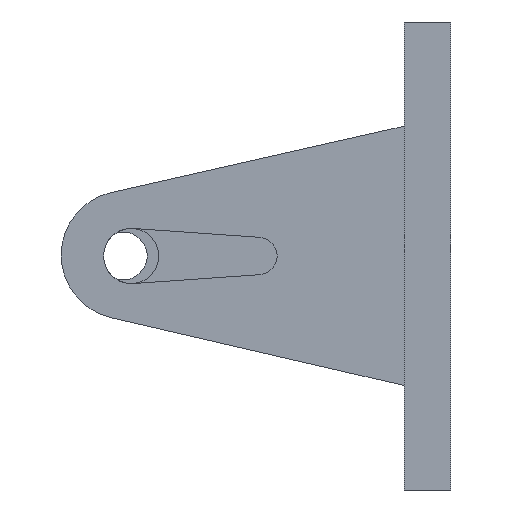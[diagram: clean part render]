
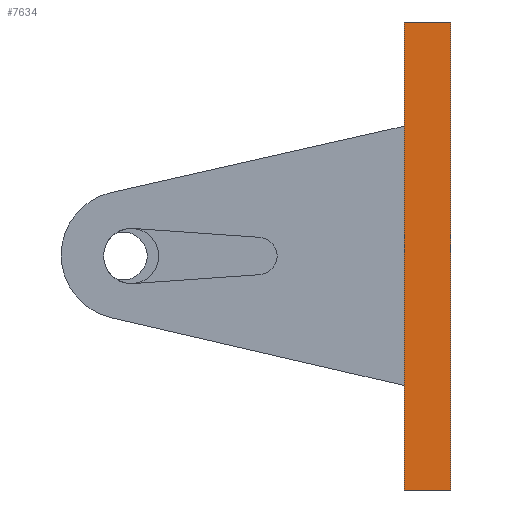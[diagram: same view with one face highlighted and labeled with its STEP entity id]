
A CAD part, front view. The second image highlights one B-rep face of the part: STEP entity #7634.
In plain terms, the highlighted planar face has unit normal (0, -1, 0).
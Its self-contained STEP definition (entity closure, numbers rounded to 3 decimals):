
#203 = PLANE('',#204);
#204 = AXIS2_PLACEMENT_3D('',#205,#206,#207);
#205 = CARTESIAN_POINT('',(38.,-25.,40.));
#206 = DIRECTION('',(-1.,0.,0.));
#207 = DIRECTION('',(0.,0.,1.));
#3097 = VERTEX_POINT('',#3098);
#3098 = CARTESIAN_POINT('',(38.,-25.,40.));
#3114 = PLANE('',#3115);
#3115 = AXIS2_PLACEMENT_3D('',#3116,#3117,#3118);
#3116 = CARTESIAN_POINT('',(43.,-25.,40.));
#3117 = DIRECTION('',(0.,0.,1.));
#3118 = DIRECTION('',(-1.,0.,0.));
#3126 = EDGE_CURVE('',#3097,#3127,#3129,.T.);
#3127 = VERTEX_POINT('',#3128);
#3128 = CARTESIAN_POINT('',(38.,-25.,90.));
#3129 = SURFACE_CURVE('',#3130,(#3134,#3141),.PCURVE_S1.);
#3130 = LINE('',#3131,#3132);
#3131 = CARTESIAN_POINT('',(38.,-25.,40.));
#3132 = VECTOR('',#3133,1.);
#3133 = DIRECTION('',(0.,0.,1.));
#3134 = PCURVE('',#203,#3135);
#3135 = DEFINITIONAL_REPRESENTATION('',(#3136),#3140);
#3136 = LINE('',#3137,#3138);
#3137 = CARTESIAN_POINT('',(0.,0.));
#3138 = VECTOR('',#3139,1.);
#3139 = DIRECTION('',(1.,0.));
#3140 = ( GEOMETRIC_REPRESENTATION_CONTEXT(2) 
PARAMETRIC_REPRESENTATION_CONTEXT() REPRESENTATION_CONTEXT('2D SPACE',''
  ) );
#3141 = PCURVE('',#3142,#3147);
#3142 = PLANE('',#3143);
#3143 = AXIS2_PLACEMENT_3D('',#3144,#3145,#3146);
#3144 = CARTESIAN_POINT('',(43.,-25.,40.));
#3145 = DIRECTION('',(0.,1.,0.));
#3146 = DIRECTION('',(-1.,0.,0.));
#3147 = DEFINITIONAL_REPRESENTATION('',(#3148),#3152);
#3148 = LINE('',#3149,#3150);
#3149 = CARTESIAN_POINT('',(5.,0.));
#3150 = VECTOR('',#3151,1.);
#3151 = DIRECTION('',(0.,1.));
#3152 = ( GEOMETRIC_REPRESENTATION_CONTEXT(2) 
PARAMETRIC_REPRESENTATION_CONTEXT() REPRESENTATION_CONTEXT('2D SPACE',''
  ) );
#3170 = PLANE('',#3171);
#3171 = AXIS2_PLACEMENT_3D('',#3172,#3173,#3174);
#3172 = CARTESIAN_POINT('',(43.,-25.,90.));
#3173 = DIRECTION('',(0.,0.,1.));
#3174 = DIRECTION('',(-1.,0.,0.));
#7513 = EDGE_CURVE('',#7514,#3097,#7516,.T.);
#7514 = VERTEX_POINT('',#7515);
#7515 = CARTESIAN_POINT('',(43.,-25.,40.));
#7516 = SURFACE_CURVE('',#7517,(#7521,#7528),.PCURVE_S1.);
#7517 = LINE('',#7518,#7519);
#7518 = CARTESIAN_POINT('',(43.,-25.,40.));
#7519 = VECTOR('',#7520,1.);
#7520 = DIRECTION('',(-1.,0.,0.));
#7521 = PCURVE('',#3114,#7522);
#7522 = DEFINITIONAL_REPRESENTATION('',(#7523),#7527);
#7523 = LINE('',#7524,#7525);
#7524 = CARTESIAN_POINT('',(0.,0.));
#7525 = VECTOR('',#7526,1.);
#7526 = DIRECTION('',(1.,0.));
#7527 = ( GEOMETRIC_REPRESENTATION_CONTEXT(2) 
PARAMETRIC_REPRESENTATION_CONTEXT() REPRESENTATION_CONTEXT('2D SPACE',''
  ) );
#7528 = PCURVE('',#3142,#7529);
#7529 = DEFINITIONAL_REPRESENTATION('',(#7530),#7534);
#7530 = LINE('',#7531,#7532);
#7531 = CARTESIAN_POINT('',(0.,0.));
#7532 = VECTOR('',#7533,1.);
#7533 = DIRECTION('',(1.,0.));
#7534 = ( GEOMETRIC_REPRESENTATION_CONTEXT(2) 
PARAMETRIC_REPRESENTATION_CONTEXT() REPRESENTATION_CONTEXT('2D SPACE',''
  ) );
#7552 = PLANE('',#7553);
#7553 = AXIS2_PLACEMENT_3D('',#7554,#7555,#7556);
#7554 = CARTESIAN_POINT('',(43.,-25.,40.));
#7555 = DIRECTION('',(-1.,0.,0.));
#7556 = DIRECTION('',(0.,0.,1.));
#7634 = ADVANCED_FACE('',(#7635),#3142,.F.);
#7635 = FACE_BOUND('',#7636,.F.);
#7636 = EDGE_LOOP('',(#7637,#7660,#7661,#7662));
#7637 = ORIENTED_EDGE('',*,*,#7638,.F.);
#7638 = EDGE_CURVE('',#7514,#7639,#7641,.T.);
#7639 = VERTEX_POINT('',#7640);
#7640 = CARTESIAN_POINT('',(43.,-25.,90.));
#7641 = SURFACE_CURVE('',#7642,(#7646,#7653),.PCURVE_S1.);
#7642 = LINE('',#7643,#7644);
#7643 = CARTESIAN_POINT('',(43.,-25.,40.));
#7644 = VECTOR('',#7645,1.);
#7645 = DIRECTION('',(0.,0.,1.));
#7646 = PCURVE('',#3142,#7647);
#7647 = DEFINITIONAL_REPRESENTATION('',(#7648),#7652);
#7648 = LINE('',#7649,#7650);
#7649 = CARTESIAN_POINT('',(0.,0.));
#7650 = VECTOR('',#7651,1.);
#7651 = DIRECTION('',(0.,1.));
#7652 = ( GEOMETRIC_REPRESENTATION_CONTEXT(2) 
PARAMETRIC_REPRESENTATION_CONTEXT() REPRESENTATION_CONTEXT('2D SPACE',''
  ) );
#7653 = PCURVE('',#7552,#7654);
#7654 = DEFINITIONAL_REPRESENTATION('',(#7655),#7659);
#7655 = LINE('',#7656,#7657);
#7656 = CARTESIAN_POINT('',(0.,0.));
#7657 = VECTOR('',#7658,1.);
#7658 = DIRECTION('',(1.,0.));
#7659 = ( GEOMETRIC_REPRESENTATION_CONTEXT(2) 
PARAMETRIC_REPRESENTATION_CONTEXT() REPRESENTATION_CONTEXT('2D SPACE',''
  ) );
#7660 = ORIENTED_EDGE('',*,*,#7513,.T.);
#7661 = ORIENTED_EDGE('',*,*,#3126,.T.);
#7662 = ORIENTED_EDGE('',*,*,#7663,.F.);
#7663 = EDGE_CURVE('',#7639,#3127,#7664,.T.);
#7664 = SURFACE_CURVE('',#7665,(#7669,#7676),.PCURVE_S1.);
#7665 = LINE('',#7666,#7667);
#7666 = CARTESIAN_POINT('',(43.,-25.,90.));
#7667 = VECTOR('',#7668,1.);
#7668 = DIRECTION('',(-1.,0.,0.));
#7669 = PCURVE('',#3142,#7670);
#7670 = DEFINITIONAL_REPRESENTATION('',(#7671),#7675);
#7671 = LINE('',#7672,#7673);
#7672 = CARTESIAN_POINT('',(0.,50.));
#7673 = VECTOR('',#7674,1.);
#7674 = DIRECTION('',(1.,0.));
#7675 = ( GEOMETRIC_REPRESENTATION_CONTEXT(2) 
PARAMETRIC_REPRESENTATION_CONTEXT() REPRESENTATION_CONTEXT('2D SPACE',''
  ) );
#7676 = PCURVE('',#3170,#7677);
#7677 = DEFINITIONAL_REPRESENTATION('',(#7678),#7682);
#7678 = LINE('',#7679,#7680);
#7679 = CARTESIAN_POINT('',(0.,0.));
#7680 = VECTOR('',#7681,1.);
#7681 = DIRECTION('',(1.,0.));
#7682 = ( GEOMETRIC_REPRESENTATION_CONTEXT(2) 
PARAMETRIC_REPRESENTATION_CONTEXT() REPRESENTATION_CONTEXT('2D SPACE',''
  ) );
